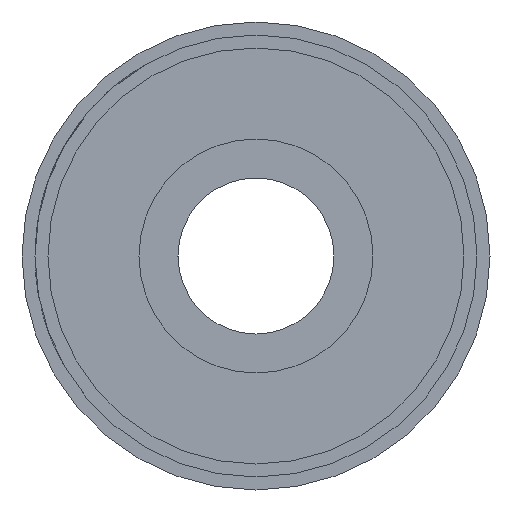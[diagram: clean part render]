
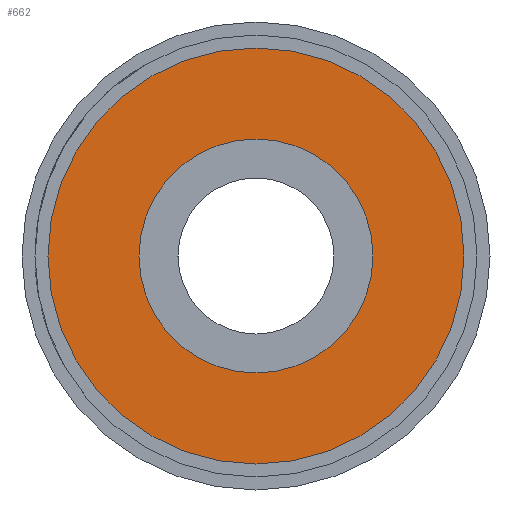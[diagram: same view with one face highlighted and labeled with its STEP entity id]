
A CAD part, left-side view. The second image highlights one B-rep face of the part: STEP entity #662.
In plain terms, the highlighted planar face has unit normal (-1, 0, 0).
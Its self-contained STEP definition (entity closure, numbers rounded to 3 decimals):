
#63 = CARTESIAN_POINT ( 'NONE',  ( 0., 0., 0. ) ) ;
#260 = CIRCLE ( 'NONE', #4653, 4.5 ) ;
#662 = ADVANCED_FACE ( 'NONE', ( #1691, #6448 ), #6568, .F. ) ;
#685 = ORIENTED_EDGE ( 'NONE', *, *, #2302, .T. ) ;
#760 = VERTEX_POINT ( 'NONE', #4344 ) ;
#1032 = AXIS2_PLACEMENT_3D ( 'NONE', #4503, #6234, #4384 ) ;
#1065 = DIRECTION ( 'NONE',  ( 0., 0., -1. ) ) ;
#1131 = CARTESIAN_POINT ( 'NONE',  ( 0., 0., -8. ) ) ;
#1138 = CARTESIAN_POINT ( 'NONE',  ( 0., 0., 0. ) ) ;
#1175 = CIRCLE ( 'NONE', #4056, 8. ) ;
#1377 = AXIS2_PLACEMENT_3D ( 'NONE', #1138, #7623, #1065 ) ;
#1518 = EDGE_CURVE ( 'NONE', #6922, #760, #260, .T. ) ;
#1691 = FACE_BOUND ( 'NONE', #2378, .T. ) ;
#2051 = EDGE_LOOP ( 'NONE', ( #685, #2171 ) ) ;
#2171 = ORIENTED_EDGE ( 'NONE', *, *, #6790, .T. ) ;
#2202 = ORIENTED_EDGE ( 'NONE', *, *, #1518, .F. ) ;
#2229 = DIRECTION ( 'NONE',  ( -1., 0., 0. ) ) ;
#2302 = EDGE_CURVE ( 'NONE', #7237, #3667, #5532, .T. ) ;
#2359 = DIRECTION ( 'NONE',  ( 0., 0., 1. ) ) ;
#2378 = EDGE_LOOP ( 'NONE', ( #3189, #2202 ) ) ;
#3189 = ORIENTED_EDGE ( 'NONE', *, *, #4248, .F. ) ;
#3284 = CIRCLE ( 'NONE', #1032, 4.5 ) ;
#3389 = CARTESIAN_POINT ( 'NONE',  ( 0., 0., 8. ) ) ;
#3533 = DIRECTION ( 'NONE',  ( -1., 0., 0. ) ) ;
#3667 = VERTEX_POINT ( 'NONE', #1131 ) ;
#3953 = CARTESIAN_POINT ( 'NONE',  ( 0., 0., 0. ) ) ;
#4056 = AXIS2_PLACEMENT_3D ( 'NONE', #5419, #3533, #2359 ) ;
#4248 = EDGE_CURVE ( 'NONE', #760, #6922, #3284, .T. ) ;
#4326 = DIRECTION ( 'NONE',  ( -1., 0., 0. ) ) ;
#4344 = CARTESIAN_POINT ( 'NONE',  ( 0., 0., 4.5 ) ) ;
#4384 = DIRECTION ( 'NONE',  ( 0., 0., 1. ) ) ;
#4503 = CARTESIAN_POINT ( 'NONE',  ( 0., 0., 0. ) ) ;
#4653 = AXIS2_PLACEMENT_3D ( 'NONE', #63, #4326, #4989 ) ;
#4989 = DIRECTION ( 'NONE',  ( 0., 0., 1. ) ) ;
#5419 = CARTESIAN_POINT ( 'NONE',  ( 0., 0., 0. ) ) ;
#5532 = CIRCLE ( 'NONE', #7408, 8. ) ;
#6234 = DIRECTION ( 'NONE',  ( -1., 0., 0. ) ) ;
#6392 = DIRECTION ( 'NONE',  ( 0., 0., 1. ) ) ;
#6448 = FACE_OUTER_BOUND ( 'NONE', #2051, .T. ) ;
#6568 = PLANE ( 'NONE',  #1377 ) ;
#6790 = EDGE_CURVE ( 'NONE', #3667, #7237, #1175, .T. ) ;
#6922 = VERTEX_POINT ( 'NONE', #7153 ) ;
#7153 = CARTESIAN_POINT ( 'NONE',  ( 0., 0., -4.5 ) ) ;
#7237 = VERTEX_POINT ( 'NONE', #3389 ) ;
#7408 = AXIS2_PLACEMENT_3D ( 'NONE', #3953, #2229, #6392 ) ;
#7623 = DIRECTION ( 'NONE',  ( 1., 0., 0. ) ) ;
